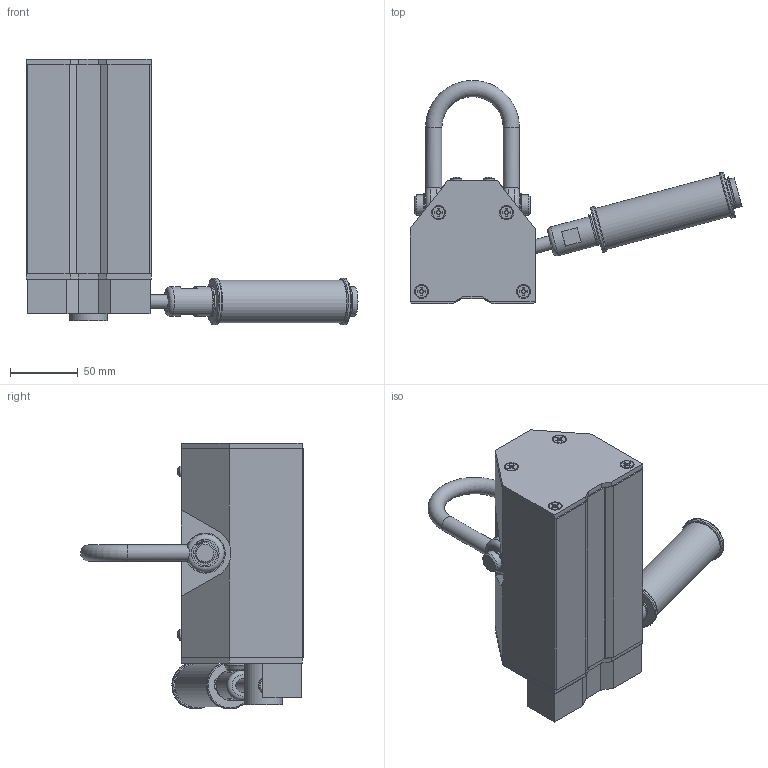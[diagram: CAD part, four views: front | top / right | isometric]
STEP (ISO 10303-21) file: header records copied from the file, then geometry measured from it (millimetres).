
FILE_DESCRIPTION (( 'STEP AP214' ), '1' );
FILE_NAME ('PNL0800.STEP', '2013-04-30T18:01:30', ( 'Admin' ), ( '' ), 'SwSTEP 2.0', 'SolidWorks 2012', '' );
FILE_SCHEMA (( 'AUTOMOTIVE_DESIGN' ));
Length unit declared in the file: inch
Products named in the file (1): PNL0800
Bounding box: 244.26 x 163.96 x 195.58 mm (x, y, z)
Surface area: 156547.8 mm2 (no closed solid volume)
Topology: 0 solids, 48 shells, 441 faces, 1449 edges, 1049 vertices
Faces by surface type: plane 283, cylinder 66, cone 57, bspline 18, torus 13, sphere 4
Full cylindrical faces by diameter (mm): 1.194 x4, 1.3 x2, 5.5 x2, 8 x4, 8.5 x2, 9.2 x4, 9.9 x1, 10 x3, 12 x2, 13.5 x2, 14 x1, 15 x3, 19.05 x1, 21.9 x4, 27.9 x1, 29.5 x2, 30.7 x1, 31.242 x1, 34.544 x2
Entity records: 26068 total; most frequent: CARTESIAN_POINT 8521, DIRECTION 2266, ORIENTED_EDGE 2202, EDGE_CURVE 1351, VERTEX_POINT 1024, AXIS2_PLACEMENT_3D 756, LINE 754, VECTOR 754
